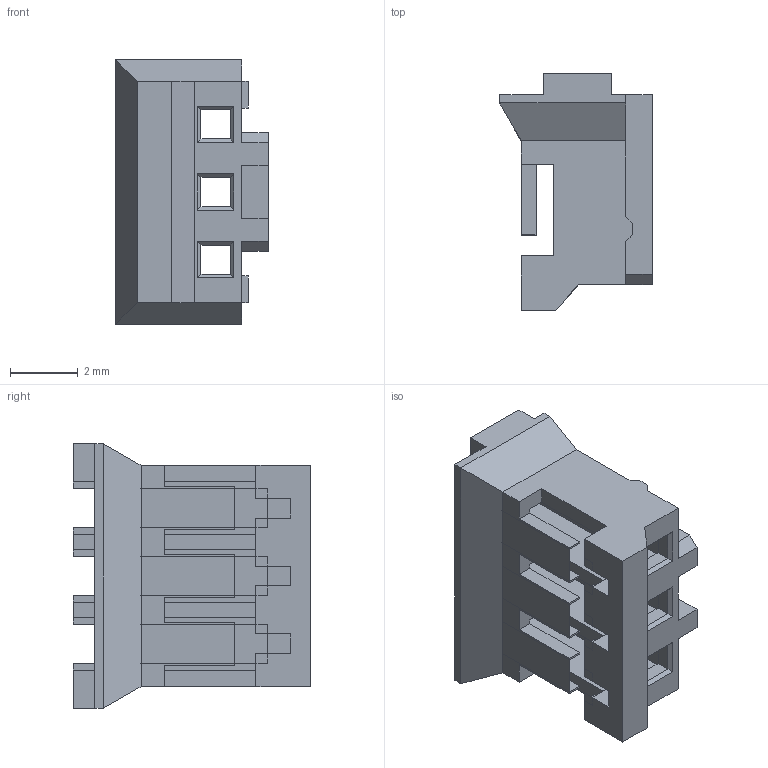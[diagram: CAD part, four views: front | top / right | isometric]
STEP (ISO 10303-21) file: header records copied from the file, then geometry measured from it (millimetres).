
FILE_DESCRIPTION((' '),'2;1');
FILE_NAME( 'PHR-3.stp', '2022-09-02T12:22:11', (' '), ('--- Datakit www.datakit.com---'), ' Datakit CrossCadWare V2022.3 Jun 15 2022', 'DATAKIT 2022 (c)', ' ');
FILE_SCHEMA(('AP242_MANAGED_MODEL_BASED_3D_ENGINEERING_MIM_LF { 1 0 10303 442 1 1 4 }'));
Length unit declared in the file: millimetre
Products named in the file (1): PHR-3
Bounding box: 4.5 x 7 x 7.8 mm (x, y, z)
Volume: 70.5 mm3; surface area: 331.7 mm2
Topology: 1 solids, 1 shells, 160 faces, 476 edges, 312 vertices
Faces by surface type: plane 160
Entity records: 5277 total; most frequent: ORIENTED_EDGE 952, CARTESIAN_POINT 949, DIRECTION 798, VECTOR 476, LINE 476, EDGE_CURVE 476, VERTEX_POINT 312, EDGE_LOOP 166
